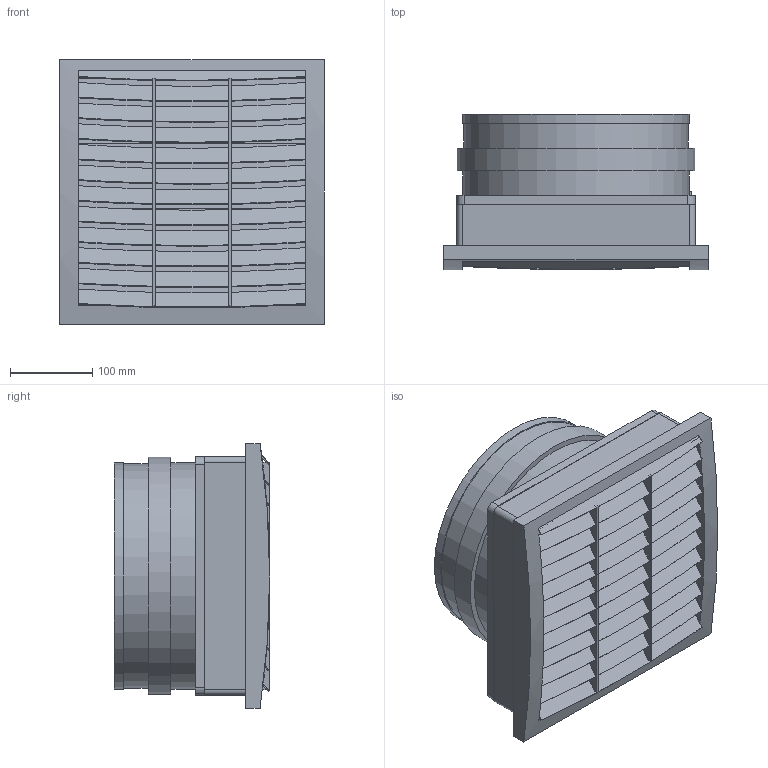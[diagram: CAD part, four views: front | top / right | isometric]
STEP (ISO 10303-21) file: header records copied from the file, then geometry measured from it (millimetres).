
FILE_DESCRIPTION (( 'STEP AP214' ), '1' );
FILE_NAME ('018840-00.STEP', '2019-08-05T11:12:21', ( '' ), ( '' ), 'SwSTEP 2.0', 'SolidWorks 2018', '' );
FILE_SCHEMA (( 'AUTOMOTIVE_DESIGN' ));
Length unit declared in the file: inch
Products named in the file (1): 018840-00
Bounding box: 322 x 189 x 322 mm (x, y, z)
Volume: 4649233 mm3; surface area: 1051042.2 mm2
Topology: 1 solids, 1 shells, 860 faces, 2579 edges, 1691 vertices
Faces by surface type: plane 506, cylinder 354
Full cylindrical faces by diameter (mm): 25 x1, 81.2 x1, 232 x1, 272.745 x1, 275.5 x2
Entity records: 29735 total; most frequent: CARTESIAN_POINT 5200, ORIENTED_EDGE 5136, DIRECTION 5061, EDGE_CURVE 2568, VECTOR 1741, LINE 1741, VERTEX_POINT 1687, AXIS2_PLACEMENT_3D 1660
